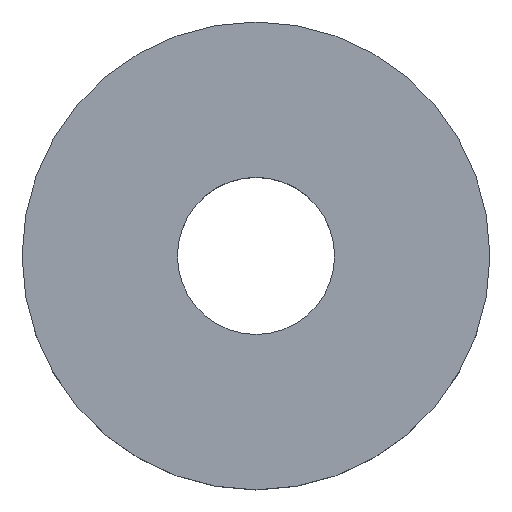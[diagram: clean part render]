
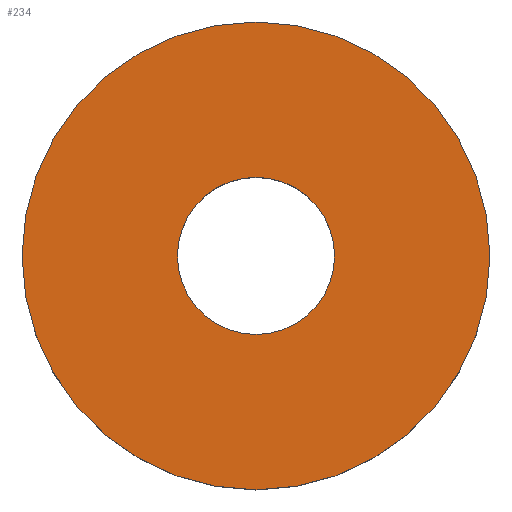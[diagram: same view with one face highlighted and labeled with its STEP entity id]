
A CAD part, top view. The second image highlights one B-rep face of the part: STEP entity #234.
In plain terms, the highlighted planar face has unit normal (0, 0, 1).
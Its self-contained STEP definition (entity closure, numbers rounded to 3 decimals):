
#9 = AXIS2_PLACEMENT_3D ( 'NONE', #238, #55, #93 ) ;
#10 = EDGE_LOOP ( 'NONE', ( #137, #112 ) ) ;
#13 = CARTESIAN_POINT ( 'NONE',  ( 12.5, 0., 5. ) ) ;
#23 = CIRCLE ( 'NONE', #102, 12.5 ) ;
#28 = FACE_OUTER_BOUND ( 'NONE', #10, .T. ) ;
#32 = DIRECTION ( 'NONE',  ( 0., 0., 1. ) ) ;
#39 = CIRCLE ( 'NONE', #183, 4.2 ) ;
#40 = VERTEX_POINT ( 'NONE', #133 ) ;
#55 = DIRECTION ( 'NONE',  ( 0., 0., 1. ) ) ;
#76 = CIRCLE ( 'NONE', #214, 12.5 ) ;
#78 = CARTESIAN_POINT ( 'NONE',  ( 4.2, 0., 5. ) ) ;
#86 = ORIENTED_EDGE ( 'NONE', *, *, #114, .F. ) ;
#90 = DIRECTION ( 'NONE',  ( 1., 0., 0. ) ) ;
#93 = DIRECTION ( 'NONE',  ( 1., 0., 0. ) ) ;
#97 = EDGE_LOOP ( 'NONE', ( #86, #186 ) ) ;
#102 = AXIS2_PLACEMENT_3D ( 'NONE', #145, #243, #90 ) ;
#103 = VERTEX_POINT ( 'NONE', #78 ) ;
#112 = ORIENTED_EDGE ( 'NONE', *, *, #181, .T. ) ;
#114 = EDGE_CURVE ( 'NONE', #40, #103, #129, .T. ) ;
#115 = DIRECTION ( 'NONE',  ( 1., 0., 0. ) ) ;
#129 = CIRCLE ( 'NONE', #9, 4.2 ) ;
#130 = CARTESIAN_POINT ( 'NONE',  ( 0., 0., 5. ) ) ;
#133 = CARTESIAN_POINT ( 'NONE',  ( -4.2, 0., 5. ) ) ;
#135 = VERTEX_POINT ( 'NONE', #143 ) ;
#136 = EDGE_CURVE ( 'NONE', #103, #40, #39, .T. ) ;
#137 = ORIENTED_EDGE ( 'NONE', *, *, #147, .T. ) ;
#143 = CARTESIAN_POINT ( 'NONE',  ( -12.5, 0., 5. ) ) ;
#145 = CARTESIAN_POINT ( 'NONE',  ( 0., 0., 5. ) ) ;
#147 = EDGE_CURVE ( 'NONE', #135, #203, #23, .T. ) ;
#148 = CARTESIAN_POINT ( 'NONE',  ( 0., 0., 5. ) ) ;
#162 = PLANE ( 'NONE',  #166 ) ;
#166 = AXIS2_PLACEMENT_3D ( 'NONE', #148, #195, #235 ) ;
#176 = DIRECTION ( 'NONE',  ( 1., 0., 0. ) ) ;
#181 = EDGE_CURVE ( 'NONE', #203, #135, #76, .T. ) ;
#183 = AXIS2_PLACEMENT_3D ( 'NONE', #130, #32, #115 ) ;
#186 = ORIENTED_EDGE ( 'NONE', *, *, #136, .F. ) ;
#187 = FACE_BOUND ( 'NONE', #97, .T. ) ;
#195 = DIRECTION ( 'NONE',  ( 0., 0., 1. ) ) ;
#201 = CARTESIAN_POINT ( 'NONE',  ( 0., 0., 5. ) ) ;
#203 = VERTEX_POINT ( 'NONE', #13 ) ;
#214 = AXIS2_PLACEMENT_3D ( 'NONE', #201, #249, #176 ) ;
#234 = ADVANCED_FACE ( 'NONE', ( #28, #187 ), #162, .T. ) ;
#235 = DIRECTION ( 'NONE',  ( 1., 0., 0. ) ) ;
#238 = CARTESIAN_POINT ( 'NONE',  ( 0., 0., 5. ) ) ;
#243 = DIRECTION ( 'NONE',  ( 0., 0., 1. ) ) ;
#249 = DIRECTION ( 'NONE',  ( 0., 0., 1. ) ) ;
